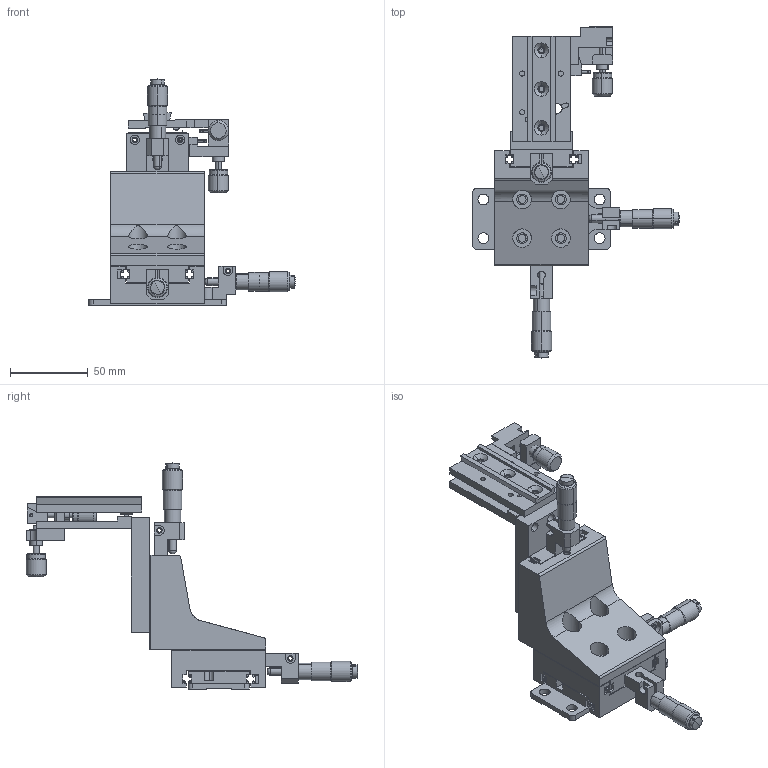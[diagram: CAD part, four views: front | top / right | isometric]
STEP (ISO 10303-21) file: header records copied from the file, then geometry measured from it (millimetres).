
FILE_DESCRIPTION (( 'STEP AP203' ), '1' );
FILE_NAME ('FP-XYZTL.STEP', '2013-03-22T01:42:51', ( '微软用户' ), ( '微软中国' ), 'SwSTEP 2.0', 'SolidWorks 2010', '' );
FILE_SCHEMA (( 'CONFIG_CONTROL_DESIGN' ));
Length unit declared in the file: millimetre
Products named in the file (1): FP-XYZTL
Bounding box: 133.4 x 214 x 145.8 mm (x, y, z)
Surface area: 115437.6 mm2 (no closed solid volume)
Topology: 0 solids, 70 shells, 734 faces, 2214 edges, 1506 vertices
Faces by surface type: cylinder 346, plane 320, cone 56, torus 6, sphere 6
Entity records: 25668 total; most frequent: CARTESIAN_POINT 4770, DIRECTION 4625, ORIENTED_EDGE 3971, EDGE_CURVE 2214, AXIS2_PLACEMENT_3D 1711, VERTEX_POINT 1506, VECTOR 1203, LINE 1203
